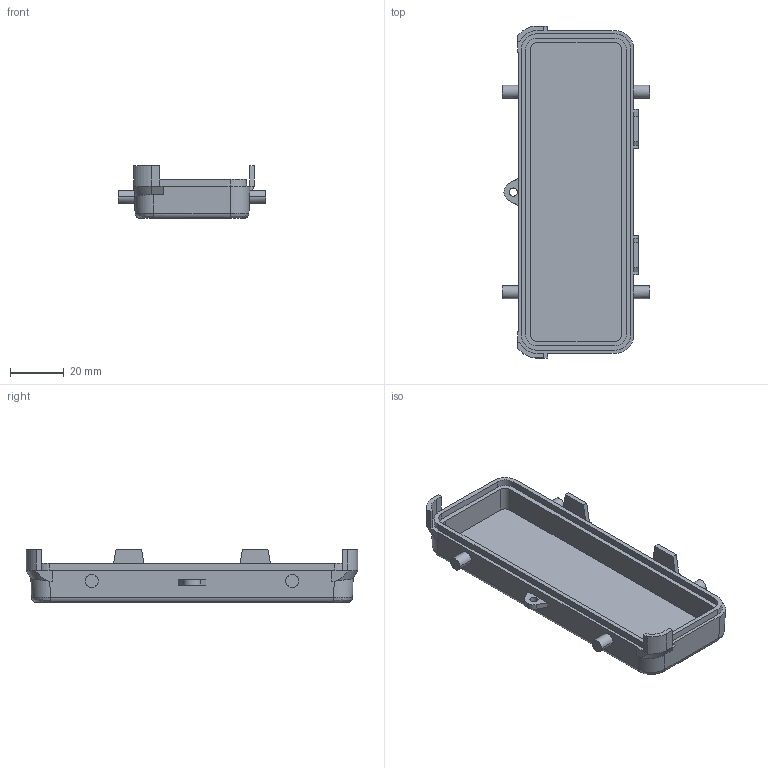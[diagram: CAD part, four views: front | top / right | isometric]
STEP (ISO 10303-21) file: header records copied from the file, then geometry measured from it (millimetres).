
FILE_DESCRIPTION(('Creo Elements/Direct Modeling STEP Export'),'2;1');
FILE_NAME('0lndrr043e8bpgd2280','2016-06-28T16:47:13',(''),(''),'PTC Creo Elements/Direct Modeling STEP processor for AP214 (Solid Model)','PTC Creo Elements/Direct Modeling 19.0B 21-Mar-2015 (C) Parametric Technology GmbH','');
FILE_SCHEMA(('AUTOMOTIVE_DESIGN { 1 0 10303 214 1 1 1 1 }'));
Length unit declared in the file: millimetre
Products named in the file (2): CHCR_24
Assembly tree (1 placements, depth 2):
  CHCR_24
    CHCR_24
Bounding box: 55 x 123.4 x 19.7 mm (x, y, z)
Volume: 26993.5 mm3; surface area: 19216.8 mm2
Topology: 1 solids, 1 shells, 157 faces, 409 edges, 268 vertices
Faces by surface type: plane 102, cylinder 49, bspline 6
Entity records: 5202 total; most frequent: CARTESIAN_POINT 1344, ORIENTED_EDGE 818, DIRECTION 747, EDGE_CURVE 409, VECTOR 293, LINE 293, VERTEX_POINT 268, AXIS2_PLACEMENT_3D 227
